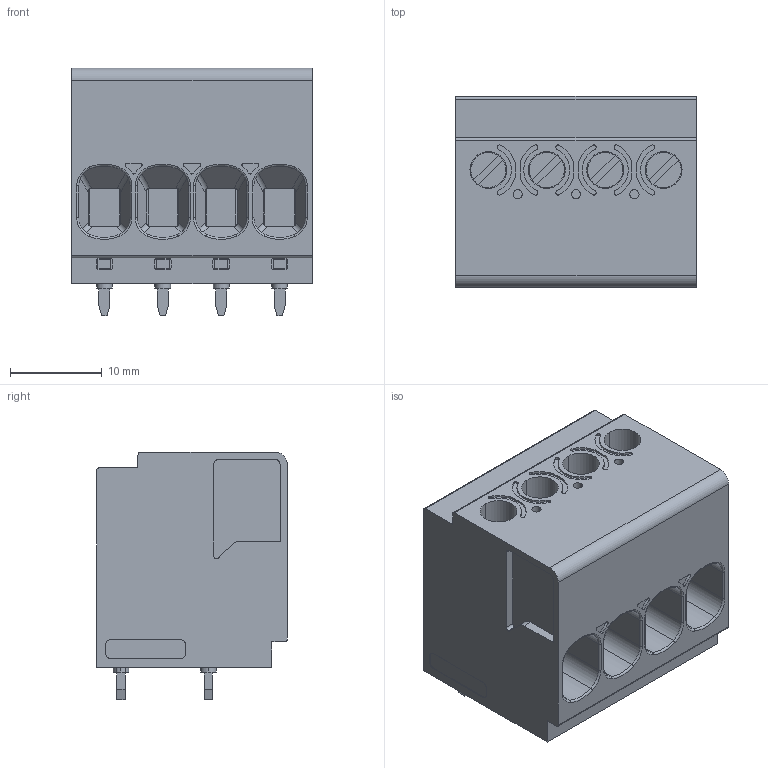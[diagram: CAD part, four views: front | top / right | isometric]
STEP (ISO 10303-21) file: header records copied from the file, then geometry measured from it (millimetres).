
FILE_DESCRIPTION(('STEP AP214'),'1');
FILE_NAME('1017516.stp','2020-03-13T15:35:30',('TraceParts'),('TraceParts S.A.'),'Spatial InterOp 3D',' ',' ');
FILE_SCHEMA(('AUTOMOTIVE_DESIGN { 1 0 10303 214 1 1 1 1 }'));
Length unit declared in the file: millimetre
Products named in the file (1): 1017516_1
Bounding box: 26.2 x 20.75 x 26.9 mm (x, y, z)
Volume: 10057.8 mm3; surface area: 7384.5 mm2
Topology: 17 solids, 17 shells, 1382 faces, 3720 edges, 2470 vertices
Faces by surface type: plane 1074, cylinder 251, extrusion 33, torus 24
Entity records: 56905 total; most frequent: CARTESIAN_POINT 10516, ORIENTED_EDGE 7440, DIRECTION 6941, EDGE_CURVE 3720, VECTOR 3093, LINE 3060, VERTEX_POINT 2470, AXIS2_PLACEMENT_3D 1924
